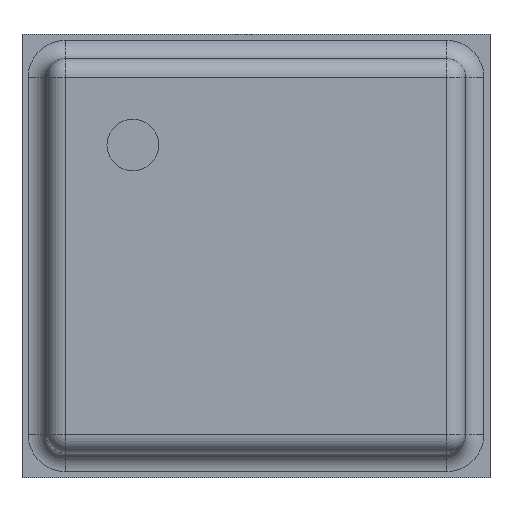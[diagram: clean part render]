
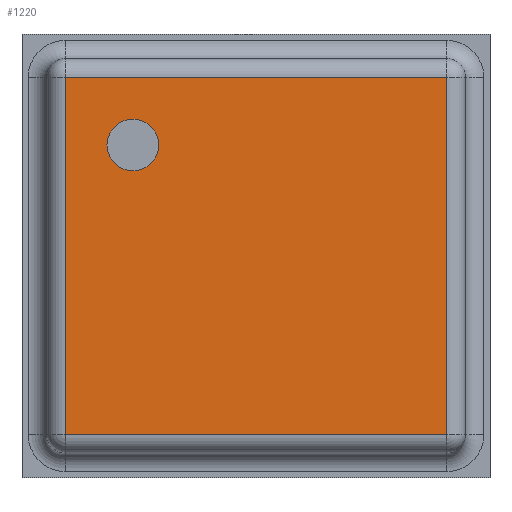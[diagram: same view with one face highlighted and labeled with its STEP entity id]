
A CAD part, top view. The second image highlights one B-rep face of the part: STEP entity #1220.
In plain terms, the highlighted planar face has unit normal (0, 0, 1).
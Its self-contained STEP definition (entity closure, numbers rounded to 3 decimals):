
#1141=CARTESIAN_POINT('Vertex',(-1.21,0.9,1.05)) ;
#1144=CARTESIAN_POINT('Axis2P3D Location',(-1.,0.9,1.05)) ;
#1148=CARTESIAN_POINT('Vertex',(-0.79,0.9,1.05)) ;
#1164=CARTESIAN_POINT('Axis2P3D Location',(-1.,0.9,1.05)) ;
#1177=CARTESIAN_POINT('Axis2P3D Location',(0.,0.,1.05)) ;
#1182=CARTESIAN_POINT('Line Origine',(0.,1.45,1.05)) ;
#1186=CARTESIAN_POINT('Vertex',(1.55,1.45,1.05)) ;
#1188=CARTESIAN_POINT('Vertex',(-1.55,1.45,1.05)) ;
#1191=CARTESIAN_POINT('Line Origine',(-1.55,0.,1.05)) ;
#1195=CARTESIAN_POINT('Vertex',(-1.55,-1.45,1.05)) ;
#1198=CARTESIAN_POINT('Line Origine',(0.,-1.45,1.05)) ;
#1202=CARTESIAN_POINT('Vertex',(1.55,-1.45,1.05)) ;
#1205=CARTESIAN_POINT('Line Origine',(1.55,0.,1.05)) ;
#1184=VECTOR('Line Direction',#1183,1.) ;
#1193=VECTOR('Line Direction',#1192,1.) ;
#1200=VECTOR('Line Direction',#1199,1.) ;
#1207=VECTOR('Line Direction',#1206,1.) ;
#1145=DIRECTION('Axis2P3D Direction',(0.,0.,1.)) ;
#1165=DIRECTION('Axis2P3D Direction',(0.,0.,1.)) ;
#1178=DIRECTION('Axis2P3D Direction',(0.,0.,1.)) ;
#1179=DIRECTION('Axis2P3D XDirection',(1.,0.,0.)) ;
#1183=DIRECTION('Vector Direction',(1.,0.,0.)) ;
#1192=DIRECTION('Vector Direction',(0.,1.,0.)) ;
#1199=DIRECTION('Vector Direction',(-1.,0.,0.)) ;
#1206=DIRECTION('Vector Direction',(0.,-1.,0.)) ;
#1146=AXIS2_PLACEMENT_3D('Circle Axis2P3D',#1144,#1145,$) ;
#1166=AXIS2_PLACEMENT_3D('Circle Axis2P3D',#1164,#1165,$) ;
#1180=AXIS2_PLACEMENT_3D('Plane Axis2P3D',#1177,#1178,#1179) ;
#1185=LINE('Line',#1182,#1184) ;
#1194=LINE('Line',#1191,#1193) ;
#1201=LINE('Line',#1198,#1200) ;
#1208=LINE('Line',#1205,#1207) ;
#1147=CIRCLE('generated circle',#1146,0.21) ;
#1167=CIRCLE('generated circle',#1166,0.21) ;
#1181=PLANE('',#1180) ;
#1219=FACE_BOUND('',#1216,.T.) ;
#1150=EDGE_CURVE('',#1142,#1149,#1147,.T.) ;
#1168=EDGE_CURVE('',#1149,#1142,#1167,.T.) ;
#1190=EDGE_CURVE('',#1187,#1189,#1185,.F.) ;
#1197=EDGE_CURVE('',#1189,#1196,#1194,.F.) ;
#1204=EDGE_CURVE('',#1196,#1203,#1201,.F.) ;
#1209=EDGE_CURVE('',#1203,#1187,#1208,.F.) ;
#1210=EDGE_LOOP('',(#1211,#1212,#1213,#1214)) ;
#1216=EDGE_LOOP('',(#1217,#1218)) ;
#1211=ORIENTED_EDGE('',*,*,#1190,.T.) ;
#1212=ORIENTED_EDGE('',*,*,#1197,.T.) ;
#1213=ORIENTED_EDGE('',*,*,#1204,.T.) ;
#1214=ORIENTED_EDGE('',*,*,#1209,.T.) ;
#1217=ORIENTED_EDGE('',*,*,#1168,.F.) ;
#1218=ORIENTED_EDGE('',*,*,#1150,.F.) ;
#1142=VERTEX_POINT('',#1141) ;
#1149=VERTEX_POINT('',#1148) ;
#1187=VERTEX_POINT('',#1186) ;
#1189=VERTEX_POINT('',#1188) ;
#1196=VERTEX_POINT('',#1195) ;
#1203=VERTEX_POINT('',#1202) ;
#1220=ADVANCED_FACE('PartBody',(#1215,#1219),#1181,.T.) ;
#1215=FACE_OUTER_BOUND('',#1210,.T.) ;
